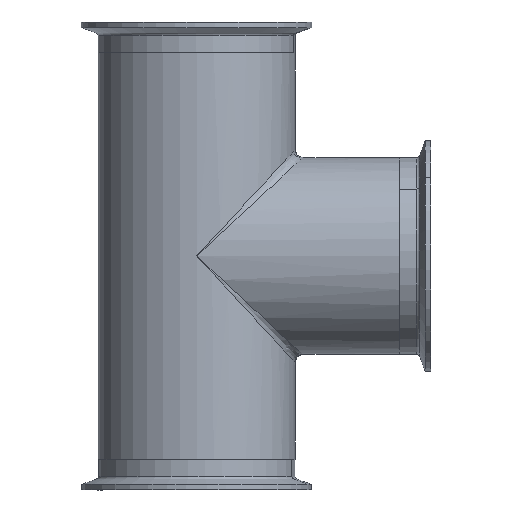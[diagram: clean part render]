
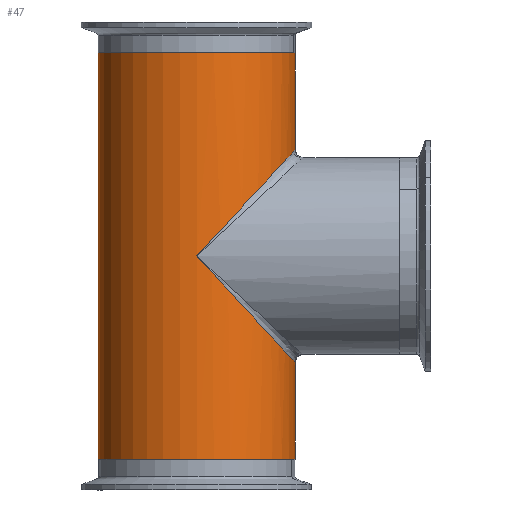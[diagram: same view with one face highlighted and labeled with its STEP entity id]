
A CAD part, front view. The second image highlights one B-rep face of the part: STEP entity #47.
In plain terms, the highlighted cylindrical face has radius 50.8 mm (diameter 101.6 mm), a partial arc.
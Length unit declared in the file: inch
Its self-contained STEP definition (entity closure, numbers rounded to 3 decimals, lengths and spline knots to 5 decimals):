
#2 = CARTESIAN_POINT ( 'NONE',  ( 0., 0., -4.12598 ) ) ;
#13 = LINE ( 'NONE', #668, #845 ) ;
#33 = VECTOR ( 'NONE', #82, 39.37008 ) ;
#47 = ADVANCED_FACE ( 'NONE', ( #948 ), #839, .T. ) ;
#82 = DIRECTION ( 'NONE',  ( 0., 0., -1. ) ) ;
#98 = CARTESIAN_POINT ( 'NONE',  ( 0., -2., 0. ) ) ;
#132 = LINE ( 'NONE', #224, #1530 ) ;
#146 =( BOUNDED_CURVE ( )  B_SPLINE_CURVE ( 3, ( #1180, #1188, #503, #98 ),
 .UNSPECIFIED., .F., .T. ) 
 B_SPLINE_CURVE_WITH_KNOTS ( ( 4, 4 ),
 ( 3.14159, 4.71239 ),
 .UNSPECIFIED. ) 
 CURVE ( )  GEOMETRIC_REPRESENTATION_ITEM ( )  RATIONAL_B_SPLINE_CURVE ( ( 1., 0.805, 0.805, 1. ) ) 
 REPRESENTATION_ITEM ( '' )  );
#224 = CARTESIAN_POINT ( 'NONE',  ( 2., 0., 4.12598 ) ) ;
#302 = EDGE_CURVE ( 'NONE', #427, #1154, #553, .T. ) ;
#303 = ORIENTED_EDGE ( 'NONE', *, *, #1311, .T. ) ;
#337 = EDGE_CURVE ( 'NONE', #924, #1592, #947, .T. ) ;
#427 = VERTEX_POINT ( 'NONE', #544 ) ;
#488 = CARTESIAN_POINT ( 'NONE',  ( -2., 0., -4.12598 ) ) ;
#503 = CARTESIAN_POINT ( 'NONE',  ( 1.17157, -2., -1.26382 ) ) ;
#504 = ORIENTED_EDGE ( 'NONE', *, *, #982, .T. ) ;
#525 = CARTESIAN_POINT ( 'NONE',  ( 2., 0., -4.12598 ) ) ;
#538 = VERTEX_POINT ( 'NONE', #1371 ) ;
#544 = CARTESIAN_POINT ( 'NONE',  ( -2., 0., 4.12598 ) ) ;
#553 = CIRCLE ( 'NONE', #808, 2. ) ;
#593 = VERTEX_POINT ( 'NONE', #799 ) ;
#622 = ORIENTED_EDGE ( 'NONE', *, *, #1043, .T. ) ;
#637 = ORIENTED_EDGE ( 'NONE', *, *, #1612, .F. ) ;
#668 = CARTESIAN_POINT ( 'NONE',  ( -2., 0., 4.12598 ) ) ;
#691 = ORIENTED_EDGE ( 'NONE', *, *, #302, .F. ) ;
#693 = EDGE_LOOP ( 'NONE', ( #1174, #691, #303, #1506, #637, #622, #504 ) ) ;
#719 = DIRECTION ( 'NONE',  ( 1., 0., 0. ) ) ;
#728 = EDGE_CURVE ( 'NONE', #1154, #593, #1682, .T. ) ;
#799 = CARTESIAN_POINT ( 'NONE',  ( 2., 0., 2.15748 ) ) ;
#808 = AXIS2_PLACEMENT_3D ( 'NONE', #1120, #834, #719 ) ;
#826 = CARTESIAN_POINT ( 'NONE',  ( 0., 0., 4.12598 ) ) ;
#834 = DIRECTION ( 'NONE',  ( 0., 0., 1. ) ) ;
#837 = DIRECTION ( 'NONE',  ( 0., 0., -1. ) ) ;
#839 = CYLINDRICAL_SURFACE ( 'NONE', #1518, 2. ) ;
#845 = VECTOR ( 'NONE', #837, 39.37008 ) ;
#924 = VERTEX_POINT ( 'NONE', #488 ) ;
#947 = CIRCLE ( 'NONE', #1338, 2. ) ;
#948 = FACE_OUTER_BOUND ( 'NONE', #693, .T. ) ;
#982 = EDGE_CURVE ( 'NONE', #1434, #593, #1736, .T. ) ;
#1043 = EDGE_CURVE ( 'NONE', #538, #1434, #146, .T. ) ;
#1120 = CARTESIAN_POINT ( 'NONE',  ( 0., 0., 4.12598 ) ) ;
#1121 = DIRECTION ( 'NONE',  ( -1., 0., 0. ) ) ;
#1154 = VERTEX_POINT ( 'NONE', #1614 ) ;
#1174 = ORIENTED_EDGE ( 'NONE', *, *, #728, .F. ) ;
#1180 = CARTESIAN_POINT ( 'NONE',  ( 2., 0., -2.15748 ) ) ;
#1188 = CARTESIAN_POINT ( 'NONE',  ( 2., -1.17157, -2.15748 ) ) ;
#1243 = CARTESIAN_POINT ( 'NONE',  ( 0., -2., 0. ) ) ;
#1294 = CARTESIAN_POINT ( 'NONE',  ( 1.17157, -2., 1.26382 ) ) ;
#1303 = CARTESIAN_POINT ( 'NONE',  ( 2., -1.17157, 2.15748 ) ) ;
#1311 = EDGE_CURVE ( 'NONE', #427, #924, #13, .T. ) ;
#1338 = AXIS2_PLACEMENT_3D ( 'NONE', #2, #1610, #1346 ) ;
#1346 = DIRECTION ( 'NONE',  ( 1., 0., 0. ) ) ;
#1371 = CARTESIAN_POINT ( 'NONE',  ( 2., 0., -2.15748 ) ) ;
#1392 = DIRECTION ( 'NONE',  ( 0., 0., -1. ) ) ;
#1434 = VERTEX_POINT ( 'NONE', #1243 ) ;
#1506 = ORIENTED_EDGE ( 'NONE', *, *, #337, .T. ) ;
#1518 = AXIS2_PLACEMENT_3D ( 'NONE', #826, #1392, #1121 ) ;
#1530 = VECTOR ( 'NONE', #1574, 39.37008 ) ;
#1561 = CARTESIAN_POINT ( 'NONE',  ( 2., 0., 4.12598 ) ) ;
#1574 = DIRECTION ( 'NONE',  ( 0., 0., -1. ) ) ;
#1592 = VERTEX_POINT ( 'NONE', #525 ) ;
#1610 = DIRECTION ( 'NONE',  ( 0., 0., 1. ) ) ;
#1612 = EDGE_CURVE ( 'NONE', #538, #1592, #132, .T. ) ;
#1614 = CARTESIAN_POINT ( 'NONE',  ( 2., 0., 4.12598 ) ) ;
#1682 = LINE ( 'NONE', #1561, #33 ) ;
#1703 = CARTESIAN_POINT ( 'NONE',  ( 0., -2., 0. ) ) ;
#1719 = CARTESIAN_POINT ( 'NONE',  ( 2., 0., 2.15748 ) ) ;
#1736 =( BOUNDED_CURVE ( )  B_SPLINE_CURVE ( 3, ( #1703, #1294, #1303, #1719 ),
 .UNSPECIFIED., .F., .T. ) 
 B_SPLINE_CURVE_WITH_KNOTS ( ( 4, 4 ),
 ( 1.5708, 3.14159 ),
 .UNSPECIFIED. ) 
 CURVE ( )  GEOMETRIC_REPRESENTATION_ITEM ( )  RATIONAL_B_SPLINE_CURVE ( ( 1., 0.805, 0.805, 1. ) ) 
 REPRESENTATION_ITEM ( '' )  );
